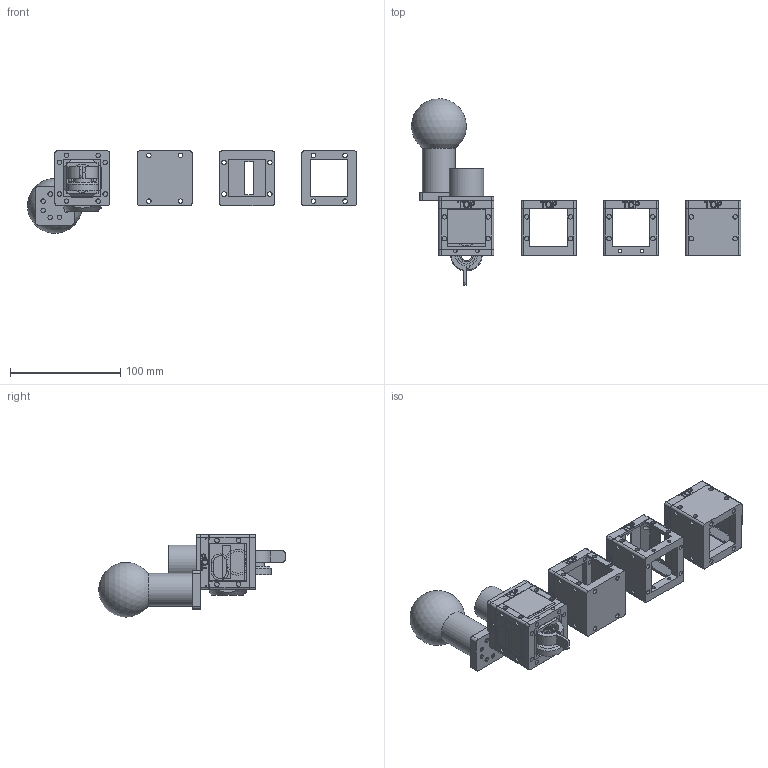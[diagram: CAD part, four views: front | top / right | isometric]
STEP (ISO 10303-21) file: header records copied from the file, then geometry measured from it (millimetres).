
FILE_DESCRIPTION(/* description */ (''),/* implementation_level */ '2;1');
FILE_NAME(/* name */ 'Cube 1x1 V5.stp',/* time_stamp */ '2024-07-07T18:43:48-04:00',/* author */ ('xSibe'),/* organization */ (''),/* preprocessor_version */ 'ST-DEVELOPER v19.2',/* originating_system */ 'Autodesk Inventor 2023',/* authorisation */ '');
FILE_SCHEMA (('AUTOMOTIVE_DESIGN { 1 0 10303 214 3 1 1 }'));
Length unit declared in the file: millimetre
Products named in the file (38): Cube 1x1 V5; Cube 1x1 Bottom V5; Cube 1x1 Top V5 Closed; Cube 1x1 Bottom V5 Closed; Cube 1x1 Top V5 Closed Slotted Rails; Cube 1x1 Bottom V5 Closed Slotted Rails; Cube 1x1 Top V5; Cube 1x1 Bottom V5 Closed Vertical; Laser Alignment Tool V1; Laser Alignment Tool V2; Cube Press Top; Cube 1x1 V5 Bot Press; Cube 1x1  V5 Press; Laser Switch; Half Inch Lense Holder Cover (V5); One Inch Lense Holder Cover (V5); Half Inch Lense Holder (V5); One Inch Lense Holder (V5); Laser Holder (USB); Laser Holder (Blue Laser); SM05 Lense Holder (V5); Special One Inch Lense Holder (V5); Filter Mount (SM1); Filter Mount (SM1)_1; Mirror Base; Mirror Plate; Mirror Base Horizontal; Mirror Plate Horizontal; Dichroic Mirror Mount (V2); Camera Mount Side; Objective Mount; Filter Adapter (SM1); Filter Adapter (SM05); Camera Mount Top; Top Mount (SM05); Flashlight Mount V1; Cover Side (Normal) Proto; Cover Side (Slotted) Proto
Assembly tree (38 placements, depth 2):
  Cube 1x1 V5
    Cube 1x1 Top V5  x2
    Cube 1x1 Bottom V5
    Cube 1x1 Top V5 Closed
    Cube 1x1 Bottom V5 Closed
    Cube 1x1 Top V5 Closed Slotted Rails
    Cube 1x1 Bottom V5 Closed Slotted Rails
    Cube 1x1 Bottom V5 Closed Vertical
    Laser Alignment Tool V1
    Laser Alignment Tool V2
    Cube Press Top
    Cube 1x1 V5 Bot Press
    Cube 1x1  V5 Press
    Laser Switch
    Half Inch Lense Holder Cover (V5)
    One Inch Lense Holder Cover (V5)
    Half Inch Lense Holder (V5)
    One Inch Lense Holder (V5)
    Laser Holder (USB)
    Laser Holder (Blue Laser)
    SM05 Lense Holder (V5)
    Special One Inch Lense Holder (V5)
    Filter Mount (SM1)
    Filter Mount (SM1)_1
    Mirror Base
    Mirror Plate
    Mirror Base Horizontal
    Mirror Plate Horizontal
    Dichroic Mirror Mount (V2)
    Camera Mount Side
    Objective Mount
    Filter Adapter (SM1)
    Filter Adapter (SM05)
    Camera Mount Top
    Top Mount (SM05)
    Flashlight Mount V1
    Cover Side (Normal) Proto
    Cover Side (Slotted) Proto
Bounding box: 299.3 x 169.68 x 74.71 mm (x, y, z)
Volume: 435240 mm3; surface area: 255345.5 mm2
Topology: 38 solids, 38 shells, 2377 faces, 6085 edges, 3993 vertices
Faces by surface type: plane 1342, cylinder 511, bspline 430, cone 90, torus 3, sphere 1
Full cylindrical faces by diameter (mm): 1.875 x2, 3.125 x16, 3.41 x6, 3.414 x6, 3.438 x4, 3.75 x29, 3.875 x6, 4.125 x64, 4.145 x12, 4.147 x62, 4.15 x16, 4.213 x16, 5.075 x6, 5.75 x12, 6 x5, 9.787 x2, 12.18 x1, 12.25 x1, 12.287 x2, 12.75 x1, 13.568 x5, 13.875 x1, 13.93 x1, 14 x1, 16.067 x2, 18.18 x1, 20 x1, 20.225 x1, 21.25 x1, 23.4 x1
Entity records: 71407 total; most frequent: CARTESIAN_POINT 18559, ORIENTED_EDGE 10904, DIRECTION 9654, EDGE_CURVE 5452, VERTEX_POINT 3581, LINE 3534, VECTOR 3534, AXIS2_PLACEMENT_3D 3060
